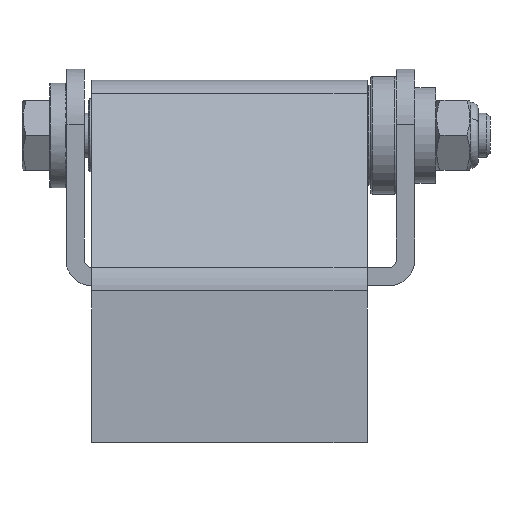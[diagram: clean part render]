
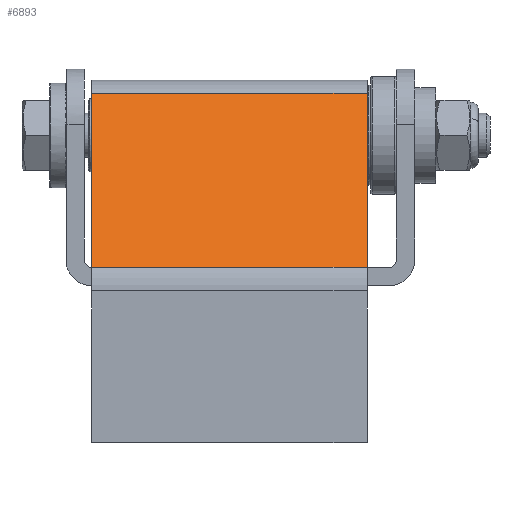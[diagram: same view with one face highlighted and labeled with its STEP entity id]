
A CAD part, left-side view. The second image highlights one B-rep face of the part: STEP entity #6893.
In plain terms, the highlighted face is planar.
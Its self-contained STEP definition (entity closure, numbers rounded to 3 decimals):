
#894 = VECTOR ( 'NONE', #16932, 1000. ) ;
#2081 = CARTESIAN_POINT ( 'NONE',  ( -47.998, 0., -11.419 ) ) ;
#2083 = CARTESIAN_POINT ( 'NONE',  ( -47.998, 75., -11.419 ) ) ;
#2431 = LINE ( 'NONE', #6823, #22095 ) ;
#2694 = DIRECTION ( 'NONE',  ( 0., 1., 0. ) ) ;
#2808 = CARTESIAN_POINT ( 'NONE',  ( -47.998, 75., -11.419 ) ) ;
#2881 = CARTESIAN_POINT ( 'NONE',  ( -87.668, 0., 35.964 ) ) ;
#3767 = EDGE_LOOP ( 'NONE', ( #12686, #11693, #18982, #14177 ) ) ;
#6823 = CARTESIAN_POINT ( 'NONE',  ( -45., 0., -15. ) ) ;
#6839 = CARTESIAN_POINT ( 'NONE',  ( -87.668, 75., 35.964 ) ) ;
#6893 = ADVANCED_FACE ( 'NONE', ( #20042 ), #26576, .F. ) ;
#7230 = EDGE_CURVE ( 'NONE', #10123, #24383, #26563, .T. ) ;
#9020 = DIRECTION ( 'NONE',  ( -0.642, 0., 0.767 ) ) ;
#9136 = LINE ( 'NONE', #18848, #894 ) ;
#9320 = EDGE_CURVE ( 'NONE', #10123, #18978, #9136, .T. ) ;
#10123 = VERTEX_POINT ( 'NONE', #2083 ) ;
#10521 = VECTOR ( 'NONE', #19670, 1000. ) ;
#11693 = ORIENTED_EDGE ( 'NONE', *, *, #7230, .T. ) ;
#12686 = ORIENTED_EDGE ( 'NONE', *, *, #9320, .F. ) ;
#13403 = EDGE_CURVE ( 'NONE', #24383, #25642, #2431, .T. ) ;
#14177 = ORIENTED_EDGE ( 'NONE', *, *, #25703, .T. ) ;
#14790 = VECTOR ( 'NONE', #2694, 1000. ) ;
#16103 = LINE ( 'NONE', #6839, #14790 ) ;
#16932 = DIRECTION ( 'NONE',  ( -0.642, 0., 0.767 ) ) ;
#18166 = DIRECTION ( 'NONE',  ( 0.642, 0., -0.767 ) ) ;
#18848 = CARTESIAN_POINT ( 'NONE',  ( -45., 75., -15. ) ) ;
#18978 = VERTEX_POINT ( 'NONE', #26011 ) ;
#18982 = ORIENTED_EDGE ( 'NONE', *, *, #13403, .T. ) ;
#19670 = DIRECTION ( 'NONE',  ( 0., -1., 0. ) ) ;
#20042 = FACE_OUTER_BOUND ( 'NONE', #3767, .T. ) ;
#20108 = DIRECTION ( 'NONE',  ( 0.767, 0., 0.642 ) ) ;
#22095 = VECTOR ( 'NONE', #9020, 1000. ) ;
#24383 = VERTEX_POINT ( 'NONE', #2081 ) ;
#24493 = CARTESIAN_POINT ( 'NONE',  ( -45., 75., -15. ) ) ;
#25567 = AXIS2_PLACEMENT_3D ( 'NONE', #24493, #20108, #18166 ) ;
#25642 = VERTEX_POINT ( 'NONE', #2881 ) ;
#25703 = EDGE_CURVE ( 'NONE', #25642, #18978, #16103, .T. ) ;
#26011 = CARTESIAN_POINT ( 'NONE',  ( -87.668, 75., 35.964 ) ) ;
#26563 = LINE ( 'NONE', #2808, #10521 ) ;
#26576 = PLANE ( 'NONE',  #25567 ) ;
